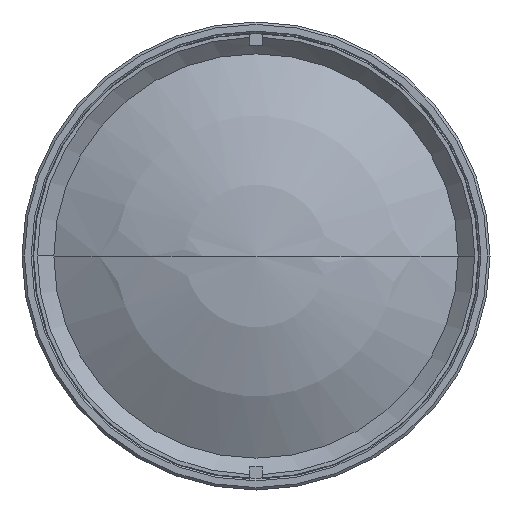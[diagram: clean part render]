
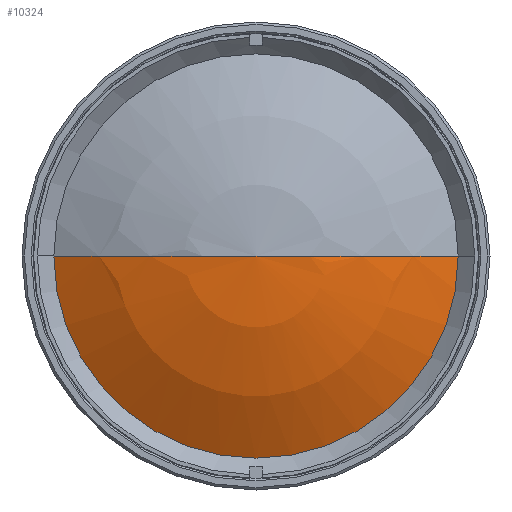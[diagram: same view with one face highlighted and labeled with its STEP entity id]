
A CAD part, left-side view. The second image highlights one B-rep face of the part: STEP entity #10324.
In plain terms, the highlighted spherical face has radius 32.083 mm.
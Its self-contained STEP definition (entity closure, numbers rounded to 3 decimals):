
#10179=CARTESIAN_POINT('',(-29.208,0.,0.));
#10180=DIRECTION('',(-1.,0.,0.));
#10181=DIRECTION('',(0.,1.,0.));
#10182=AXIS2_PLACEMENT_3D('',#10179,#10180,#10181);
#10197=CARTESIAN_POINT('',(-1.814,0.,0.));
#10198=DIRECTION('',(0.,0.,-1.));
#10199=DIRECTION('',(-0.854,-0.521,0.));
#10200=AXIS2_PLACEMENT_3D('',#10197,#10198,#10199);
#10202=CARTESIAN_POINT('',(-1.814,0.,0.));
#10203=DIRECTION('',(0.,0.,-1.));
#10204=DIRECTION('',(-1.,0.,0.));
#10205=AXIS2_PLACEMENT_3D('',#10202,#10203,#10204);
#10283=CARTESIAN_POINT('',(-29.208,16.7,0.));
#10284=CARTESIAN_POINT('',(-29.208,-16.7,0.));
#10285=VERTEX_POINT('',#10283);
#10286=VERTEX_POINT('',#10284);
#10291=CARTESIAN_POINT('',(-33.897,0.,0.));
#10292=VERTEX_POINT('',#10291);
#10311=CARTESIAN_POINT('',(-1.814,0.,0.));
#10312=DIRECTION('',(1.,0.,0.));
#10313=DIRECTION('',(0.,-1.,0.));
#10314=AXIS2_PLACEMENT_3D('',#10311,#10312,#10313);
#10315=SPHERICAL_SURFACE('',#10314,32.083);
#10317=ORIENTED_EDGE('',*,*,#10316,.F.);
#10319=ORIENTED_EDGE('',*,*,#10318,.F.);
#10321=ORIENTED_EDGE('',*,*,#10320,.F.);
#10322=EDGE_LOOP('',(#10317,#10319,#10321));
#10323=FACE_OUTER_BOUND('',#10322,.F.);
#10183=CIRCLE('',#10182,16.7);
#10201=CIRCLE('',#10200,32.083);
#10206=CIRCLE('',#10205,32.083);
#10316=EDGE_CURVE('',#10285,#10286,#10183,.T.);
#10318=EDGE_CURVE('',#10292,#10285,#10206,.T.);
#10320=EDGE_CURVE('',#10286,#10292,#10201,.T.);
#10324=ADVANCED_FACE('',(#10323),#10315,.T.);
